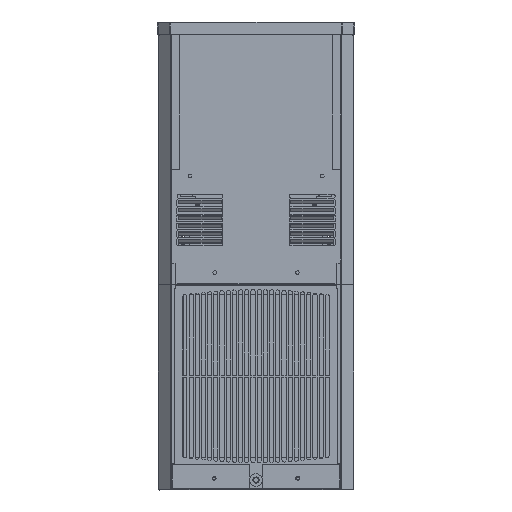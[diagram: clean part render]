
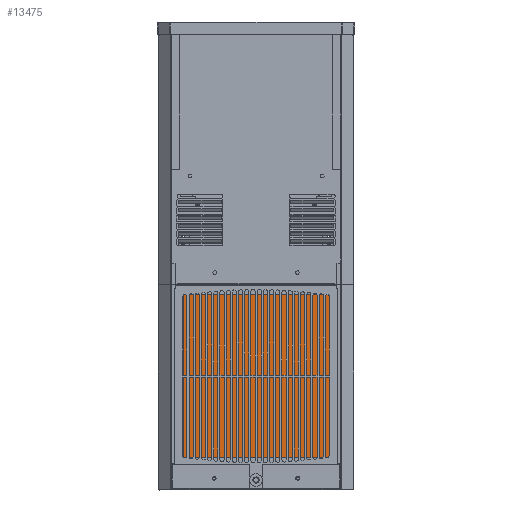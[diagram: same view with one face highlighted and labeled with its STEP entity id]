
A CAD part, top view. The second image highlights one B-rep face of the part: STEP entity #13475.
In plain terms, the highlighted free-form (B-spline) face has degree [1, 1] with [2, 2] control points.
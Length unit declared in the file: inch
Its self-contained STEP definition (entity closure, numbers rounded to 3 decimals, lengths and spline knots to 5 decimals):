
#13440=CARTESIAN_POINT('F307',(10.26615,
   -11.25203,1.58264));
#13441=CARTESIAN_POINT('F307',(10.26615,-1.01453,
   1.58264));
#13442=CARTESIAN_POINT('F307',(19.45365,
   -11.25203,1.58264));
#13443=CARTESIAN_POINT('F307',(19.45365,-1.01453,
   1.58264));
#13444=B_SPLINE_SURFACE_WITH_KNOTS('F307',1,1,((#13440,#13442),(
   #13441,#13443)),.PLANE_SURF.,.F.,.F.,.U.,(2,2),(2,2),(0.0,
   1.11429),(0.0,1.0),.UNSPECIFIED.);
#13445=CARTESIAN_POINT('V542',(19.2349,
   -11.00828,1.58264));
#13446=VERTEX_POINT('V542',#13445);
#13447=CARTESIAN_POINT('V543',(19.2349,-1.25828,
   1.58264));
#13448=VERTEX_POINT('V543',#13447);
#13449=CARTESIAN_POINT('E831',(19.2349,
   -11.00828,1.58264));
#13450=CARTESIAN_POINT('E831',(19.2349,-1.25828,
   1.58264));
#13451=QUASI_UNIFORM_CURVE('E831',1,(#13449,#13450),.POLYLINE_FORM.,
   .F.,.U.);
#13452=EDGE_CURVE('E831',#13446,#13448,#13451,.T.);
#13453=ORIENTED_EDGE('E831',*,*,#13452,.T.);
#13454=CARTESIAN_POINT('V544',(10.4849,-1.25828,
   1.58264));
#13455=VERTEX_POINT('V544',#13454);
#13456=CARTESIAN_POINT('E833',(19.2349,-1.25828,
   1.58264));
#13457=CARTESIAN_POINT('E833',(10.4849,-1.25828,
   1.58264));
#13458=QUASI_UNIFORM_CURVE('E833',1,(#13456,#13457),.POLYLINE_FORM.,
   .F.,.U.);
#13459=EDGE_CURVE('E833',#13448,#13455,#13458,.T.);
#13460=ORIENTED_EDGE('E833',*,*,#13459,.T.);
#13461=CARTESIAN_POINT('V545',(10.4849,
   -11.00828,1.58264));
#13462=VERTEX_POINT('V545',#13461);
#13463=CARTESIAN_POINT('E835',(10.4849,-1.25828,
   1.58264));
#13464=CARTESIAN_POINT('E835',(10.4849,
   -11.00828,1.58264));
#13465=QUASI_UNIFORM_CURVE('E835',1,(#13463,#13464),.POLYLINE_FORM.,
   .F.,.U.);
#13466=EDGE_CURVE('E835',#13455,#13462,#13465,.T.);
#13467=ORIENTED_EDGE('E835',*,*,#13466,.T.);
#13468=CARTESIAN_POINT('E837',(10.4849,
   -11.00828,1.58264));
#13469=CARTESIAN_POINT('E837',(19.2349,
   -11.00828,1.58264));
#13470=QUASI_UNIFORM_CURVE('E837',1,(#13468,#13469),.POLYLINE_FORM.,
   .F.,.U.);
#13471=EDGE_CURVE('E837',#13462,#13446,#13470,.T.);
#13472=ORIENTED_EDGE('E837',*,*,#13471,.T.);
#13473=EDGE_LOOP('F307',(#13453,#13460,#13467,#13472));
#13474=FACE_OUTER_BOUND('F307',#13473,.T.);
#13475=ADVANCED_FACE('F307',(#13474),#13444,.F.);
